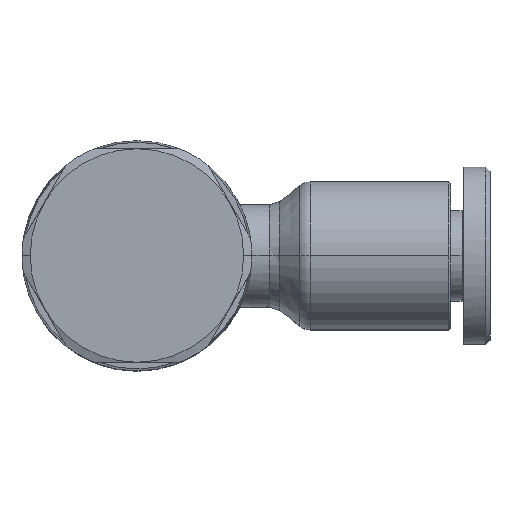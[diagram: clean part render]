
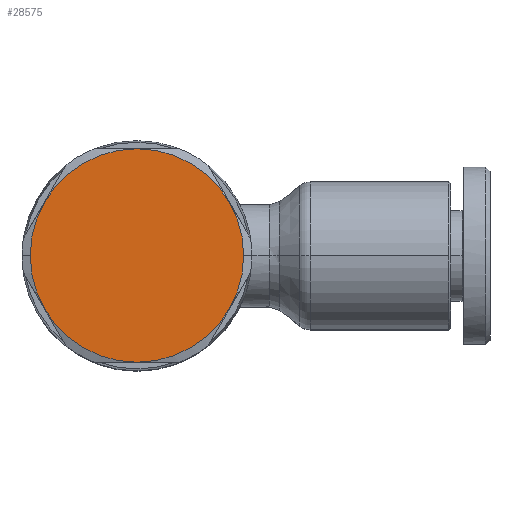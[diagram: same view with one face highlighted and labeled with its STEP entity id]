
A CAD part, top view. The second image highlights one B-rep face of the part: STEP entity #28575.
In plain terms, the highlighted planar face has unit normal (0, 0, 1).
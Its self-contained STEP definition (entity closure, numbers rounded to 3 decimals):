
#1048=CARTESIAN_POINT('',(5.4,0.,9.75));
#1049=VERTEX_POINT('',#1048);
#1057=CARTESIAN_POINT('',(4.529,3.25,9.75));
#1058=VERTEX_POINT('',#1057);
#1072=CARTESIAN_POINT('',(-1.1,0.,9.75));
#1073=DIRECTION('',(0.0,0.0,1.0));
#1074=DIRECTION('',(-1.0,0.0,0.0));
#1075=AXIS2_PLACEMENT_3D('',#1072,#1073,#1074);
#1076=CIRCLE('',#1075,6.5);
#1077=EDGE_CURVE('',#1049,#1058,#1076,.T.);
#1087=CARTESIAN_POINT('',(-7.6,0.,9.75));
#1088=VERTEX_POINT('',#1087);
#1095=CARTESIAN_POINT('',(-6.729,3.25,9.75));
#1096=VERTEX_POINT('',#1095);
#1097=CARTESIAN_POINT('',(-1.1,0.,9.75));
#1098=DIRECTION('',(0.0,0.0,1.0));
#1099=DIRECTION('',(-1.0,0.0,0.0));
#1100=AXIS2_PLACEMENT_3D('',#1097,#1098,#1099);
#1101=CIRCLE('',#1100,6.5);
#1102=EDGE_CURVE('',#1096,#1088,#1101,.T.);
#27997=CARTESIAN_POINT('',(-1.1,-6.5,9.75));
#27998=VERTEX_POINT('',#27997);
#28021=CARTESIAN_POINT('',(4.529,-3.25,9.75));
#28022=VERTEX_POINT('',#28021);
#28036=CARTESIAN_POINT('',(-1.1,0.,9.75));
#28037=DIRECTION('',(0.0,0.0,1.0));
#28038=DIRECTION('',(-1.0,0.0,0.0));
#28039=AXIS2_PLACEMENT_3D('',#28036,#28037,#28038);
#28040=CIRCLE('',#28039,6.5);
#28041=EDGE_CURVE('',#27998,#28022,#28040,.T.);
#28053=CARTESIAN_POINT('',(-6.729,-3.25,9.75));
#28054=VERTEX_POINT('',#28053);
#28090=CARTESIAN_POINT('',(-1.1,0.,9.75));
#28091=DIRECTION('',(0.0,0.0,1.0));
#28092=DIRECTION('',(-1.0,0.0,0.0));
#28093=AXIS2_PLACEMENT_3D('',#28090,#28091,#28092);
#28094=CIRCLE('',#28093,6.5);
#28095=EDGE_CURVE('',#28054,#27998,#28094,.T.);
#28128=CARTESIAN_POINT('',(-1.1,0.,9.75));
#28129=DIRECTION('',(0.0,0.0,1.0));
#28130=DIRECTION('',(-1.0,0.0,0.0));
#28131=AXIS2_PLACEMENT_3D('',#28128,#28129,#28130);
#28132=CIRCLE('',#28131,6.5);
#28133=EDGE_CURVE('',#1088,#28054,#28132,.T.);
#28158=CARTESIAN_POINT('',(-1.1,6.5,9.75));
#28159=VERTEX_POINT('',#28158);
#28160=CARTESIAN_POINT('',(-1.1,0.,9.75));
#28161=DIRECTION('',(0.0,0.0,1.0));
#28162=DIRECTION('',(-1.0,0.0,0.0));
#28163=AXIS2_PLACEMENT_3D('',#28160,#28161,#28162);
#28164=CIRCLE('',#28163,6.5);
#28165=EDGE_CURVE('',#28159,#1096,#28164,.T.);
#28212=CARTESIAN_POINT('',(-1.1,0.,9.75));
#28213=DIRECTION('',(0.0,0.0,1.0));
#28214=DIRECTION('',(-1.0,0.0,0.0));
#28215=AXIS2_PLACEMENT_3D('',#28212,#28213,#28214);
#28216=CIRCLE('',#28215,6.5);
#28217=EDGE_CURVE('',#1058,#28159,#28216,.T.);
#28250=CARTESIAN_POINT('',(-1.1,0.,9.75));
#28251=DIRECTION('',(0.0,0.0,1.0));
#28252=DIRECTION('',(-1.0,0.0,0.0));
#28253=AXIS2_PLACEMENT_3D('',#28250,#28251,#28252);
#28254=CIRCLE('',#28253,6.5);
#28255=EDGE_CURVE('',#28022,#1049,#28254,.T.);
#28560=CARTESIAN_POINT('',(-4.35,0.,9.75));
#28561=DIRECTION('',(0.0,0.0,1.0));
#28562=DIRECTION('',(1.0,0.0,0.0));
#28563=AXIS2_PLACEMENT_3D('',#28560,#28561,#28562);
#28564=PLANE('',#28563);
#28565=ORIENTED_EDGE('',*,*,#28255,.T.);
#28566=ORIENTED_EDGE('',*,*,#1077,.T.);
#28567=ORIENTED_EDGE('',*,*,#28217,.T.);
#28568=ORIENTED_EDGE('',*,*,#28165,.T.);
#28569=ORIENTED_EDGE('',*,*,#1102,.T.);
#28570=ORIENTED_EDGE('',*,*,#28133,.T.);
#28571=ORIENTED_EDGE('',*,*,#28095,.T.);
#28572=ORIENTED_EDGE('',*,*,#28041,.T.);
#28573=EDGE_LOOP('',(#28565,#28566,#28567,#28568,#28569,#28570,#28571,#28572));
#28574=FACE_OUTER_BOUND('',#28573,.T.);
#28575=ADVANCED_FACE('',(#28574),#28564,.T.);
